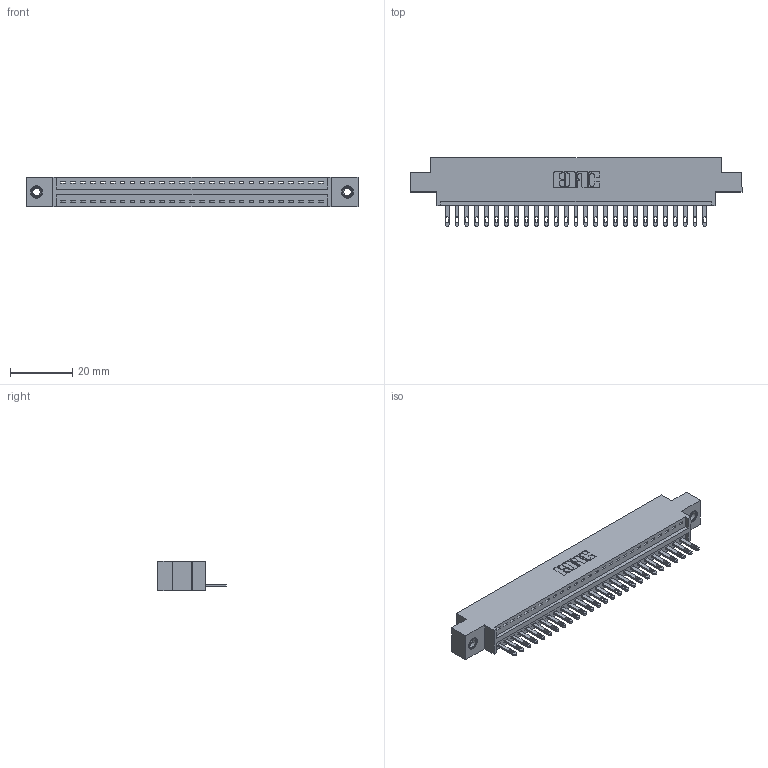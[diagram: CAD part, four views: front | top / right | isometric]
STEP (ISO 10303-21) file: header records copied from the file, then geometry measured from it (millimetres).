
FILE_DESCRIPTION (( 'STEP AP203' ), '1' );
FILE_NAME ('896-027-500-607.STEP', '2021-07-27T18:11:13', ( '' ), ( '' ), 'SwSTEP 2.0', 'SolidWorks 2020', '' );
FILE_SCHEMA (( 'CONFIG_CONTROL_DESIGN' ));
Length unit declared in the file: inch
Products named in the file (4): 345-292-001_345-293-100; 896-027-500-607; 345-250-001_345-250-005-103; 846 Part_0.170 Offset - 0.156 Dia-TI
Assembly tree (30 placements, depth 2):
  896-027-500-607
    846 Part_0.170 Offset - 0.156 Dia-TI
    345-292-001_345-293-100  x27
    345-250-001_345-250-005-103  x2
Bounding box: 106.3 x 21.84 x 9.4 mm (x, y, z)
Volume: 9920.4 mm3; surface area: 12495.3 mm2
Topology: 30 solids, 30 shells, 1644 faces, 5013 edges, 3334 vertices
Faces by surface type: plane 1030, cylinder 598, cone 12, torus 4
Entity records: 20024 total; most frequent: CARTESIAN_POINT 3420, ORIENTED_EDGE 3374, DIRECTION 3063, EDGE_CURVE 1687, LINE 1423, VECTOR 1423, VERTEX_POINT 1120, AXIS2_PLACEMENT_3D 820
